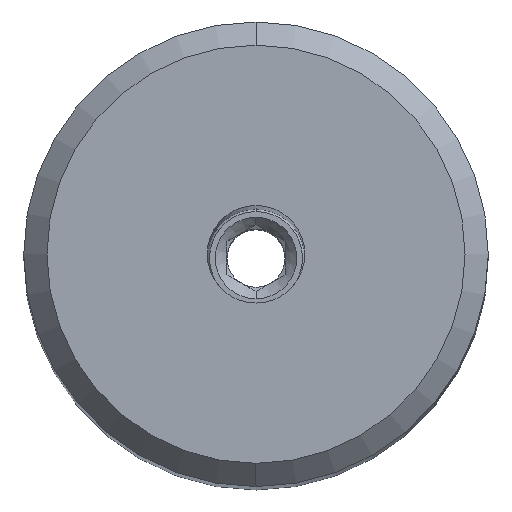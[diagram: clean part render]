
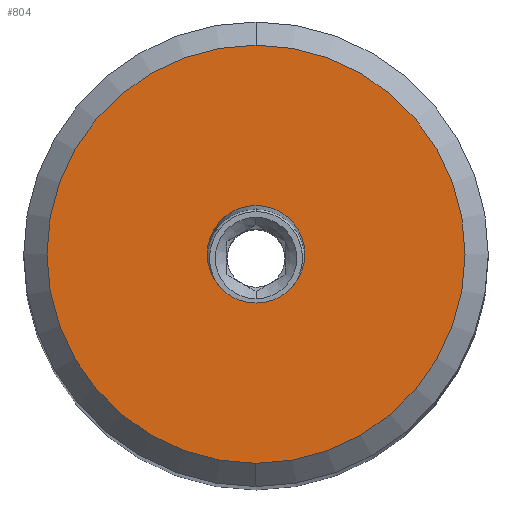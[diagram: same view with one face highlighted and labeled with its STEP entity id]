
A CAD part, top view. The second image highlights one B-rep face of the part: STEP entity #804.
In plain terms, the highlighted planar face has unit normal (0, 0, 1).
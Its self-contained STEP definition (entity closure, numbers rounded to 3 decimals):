
#76=CARTESIAN_POINT('',(0,0,57));
#77=DIRECTION('',(0,0,1));
#78=DIRECTION('',(0,1,0));
#79=AXIS2_PLACEMENT_3D('',#76,#77,#78);
#111=CARTESIAN_POINT('',(0,0,57));
#112=DIRECTION('',(0,0,-1));
#113=DIRECTION('',(0,1,0));
#114=AXIS2_PLACEMENT_3D('',#111,#112,#113);
#121=CARTESIAN_POINT('',(0,0,57));
#122=DIRECTION('',(0,0,1));
#123=DIRECTION('',(0,1,0));
#124=AXIS2_PLACEMENT_3D('',#121,#122,#123);
#126=CARTESIAN_POINT('',(0,0,57));
#127=DIRECTION('',(0,0,1));
#128=DIRECTION('',(0,-1,0));
#129=AXIS2_PLACEMENT_3D('',#126,#127,#128);
#515=CARTESIAN_POINT('',(0,2.1,57));
#516=CARTESIAN_POINT('',(0,-2.1,57));
#517=VERTEX_POINT('',#515);
#518=VERTEX_POINT('',#516);
#531=CARTESIAN_POINT('',(0,9,57));
#532=CARTESIAN_POINT('',(0.,-9,57));
#533=VERTEX_POINT('',#531);
#534=VERTEX_POINT('',#532);
#789=CARTESIAN_POINT('',(0,0,57));
#790=DIRECTION('',(0,0,-1));
#791=DIRECTION('',(0,-1,0));
#792=AXIS2_PLACEMENT_3D('',#789,#790,#791);
#793=PLANE('',#792);
#795=ORIENTED_EDGE('',*,*,#794,.F.);
#797=ORIENTED_EDGE('',*,*,#796,.F.);
#798=EDGE_LOOP('',(#795,#797));
#799=FACE_OUTER_BOUND('',#798,.F.);
#800=ORIENTED_EDGE('',*,*,#770,.F.);
#801=ORIENTED_EDGE('',*,*,#712,.T.);
#802=EDGE_LOOP('',(#800,#801));
#803=FACE_BOUND('',#802,.F.);
#804=ADVANCED_FACE('',(#799,#803),#793,.F.);
#80=CIRCLE('',#79,2.1);
#115=CIRCLE('',#114,2.1);
#125=CIRCLE('',#124,9);
#130=CIRCLE('',#129,9);
#712=EDGE_CURVE('',#517,#518,#80,.T.);
#770=EDGE_CURVE('',#517,#518,#115,.T.);
#794=EDGE_CURVE('',#533,#534,#125,.T.);
#796=EDGE_CURVE('',#534,#533,#130,.T.);
